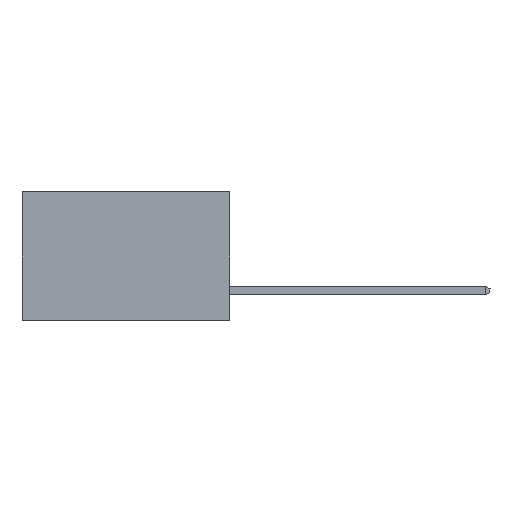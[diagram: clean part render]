
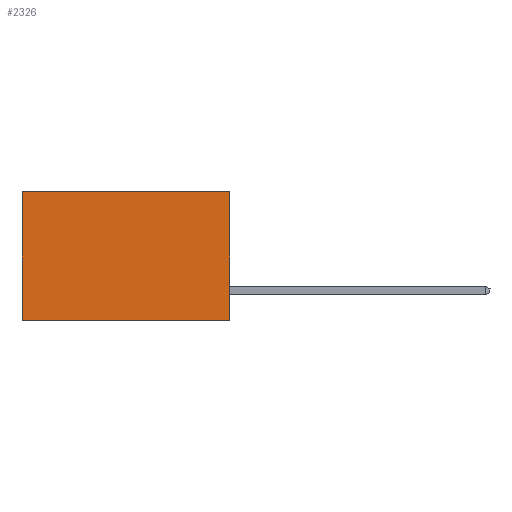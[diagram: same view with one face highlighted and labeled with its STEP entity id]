
A CAD part, left-side view. The second image highlights one B-rep face of the part: STEP entity #2326.
In plain terms, the highlighted planar face has unit normal (-1, 0, 0).
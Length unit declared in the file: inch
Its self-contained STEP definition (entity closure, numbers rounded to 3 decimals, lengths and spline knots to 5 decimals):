
#209 = LINE ( 'NONE', #14511, #7264 ) ;
#238 = ORIENTED_EDGE ( 'NONE', *, *, #11589, .T. ) ;
#1051 = VERTEX_POINT ( 'NONE', #3939 ) ;
#1337 = LINE ( 'NONE', #15017, #3353 ) ;
#1397 = DIRECTION ( 'NONE',  ( 0., 0., -1. ) ) ;
#1402 = CARTESIAN_POINT ( 'NONE',  ( 0.2615, 0., -0.37 ) ) ;
#1630 = LINE ( 'NONE', #5451, #13275 ) ;
#1710 = DIRECTION ( 'NONE',  ( 0., 1., 0. ) ) ;
#1863 = EDGE_CURVE ( 'NONE', #6362, #1051, #1337, .T. ) ;
#2326 = ADVANCED_FACE ( 'NONE', ( #2651 ), #12714, .F. ) ;
#2587 = AXIS2_PLACEMENT_3D ( 'NONE', #1402, #12463, #11475 ) ;
#2651 = FACE_OUTER_BOUND ( 'NONE', #15029, .T. ) ;
#3353 = VECTOR ( 'NONE', #8751, 39.37008 ) ;
#3939 = CARTESIAN_POINT ( 'NONE',  ( 0.2615, 0., -0.37 ) ) ;
#5451 = CARTESIAN_POINT ( 'NONE',  ( 0.2615, 0., -0.37 ) ) ;
#5477 = VERTEX_POINT ( 'NONE', #10947 ) ;
#5763 = CARTESIAN_POINT ( 'NONE',  ( 0.2615, 0.6, 0. ) ) ;
#5958 = CARTESIAN_POINT ( 'NONE',  ( 0.2615, 0., 0. ) ) ;
#6191 = EDGE_CURVE ( 'NONE', #6362, #12309, #209, .T. ) ;
#6362 = VERTEX_POINT ( 'NONE', #5958 ) ;
#6861 = ORIENTED_EDGE ( 'NONE', *, *, #14502, .F. ) ;
#7264 = VECTOR ( 'NONE', #10724, 39.37008 ) ;
#7362 = ORIENTED_EDGE ( 'NONE', *, *, #6191, .T. ) ;
#8452 = ORIENTED_EDGE ( 'NONE', *, *, #1863, .F. ) ;
#8751 = DIRECTION ( 'NONE',  ( 0., 0., -1. ) ) ;
#9983 = CARTESIAN_POINT ( 'NONE',  ( 0.2615, 0.6, -0.37 ) ) ;
#10724 = DIRECTION ( 'NONE',  ( 0., 1., 0. ) ) ;
#10947 = CARTESIAN_POINT ( 'NONE',  ( 0.2615, 0.6, -0.37 ) ) ;
#11475 = DIRECTION ( 'NONE',  ( 0., 0., -1. ) ) ;
#11589 = EDGE_CURVE ( 'NONE', #12309, #5477, #15246, .T. ) ;
#12309 = VERTEX_POINT ( 'NONE', #5763 ) ;
#12463 = DIRECTION ( 'NONE',  ( 1., 0., 0. ) ) ;
#12714 = PLANE ( 'NONE',  #2587 ) ;
#13275 = VECTOR ( 'NONE', #1710, 39.37008 ) ;
#14290 = VECTOR ( 'NONE', #1397, 39.37008 ) ;
#14502 = EDGE_CURVE ( 'NONE', #1051, #5477, #1630, .T. ) ;
#14511 = CARTESIAN_POINT ( 'NONE',  ( 0.2615, 0., 0. ) ) ;
#15017 = CARTESIAN_POINT ( 'NONE',  ( 0.2615, 0., -0.37 ) ) ;
#15029 = EDGE_LOOP ( 'NONE', ( #238, #6861, #8452, #7362 ) ) ;
#15246 = LINE ( 'NONE', #9983, #14290 ) ;
